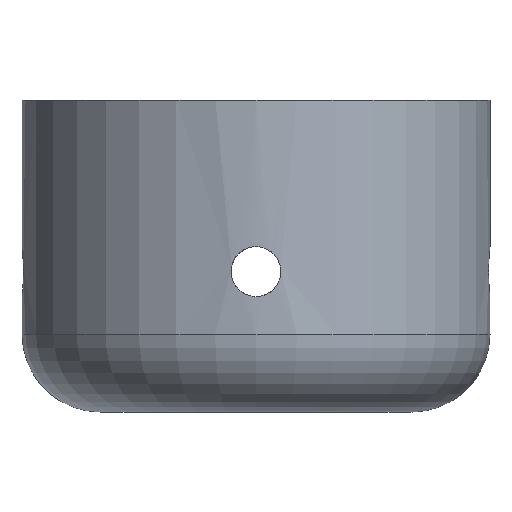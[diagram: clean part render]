
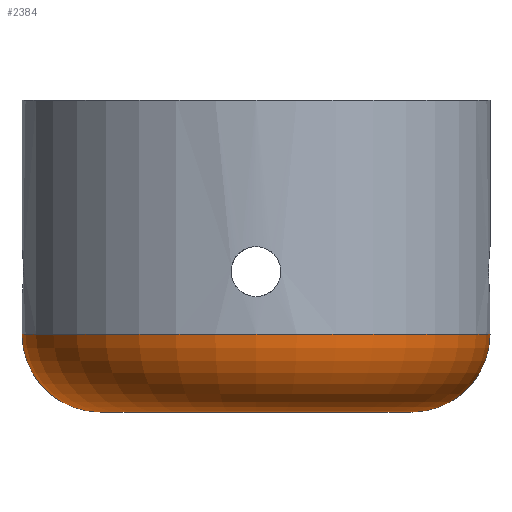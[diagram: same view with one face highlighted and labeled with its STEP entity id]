
A CAD part, front view. The second image highlights one B-rep face of the part: STEP entity #2384.
In plain terms, the highlighted toroidal (fillet/blend) face has major radius 10 mm and minor radius 5 mm.
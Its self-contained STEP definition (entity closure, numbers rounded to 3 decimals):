
#526=CARTESIAN_POINT('',(-15.,0.,5.));
#527=VERTEX_POINT('',#526);
#742=CARTESIAN_POINT('',(15.,-0.,5.));
#743=VERTEX_POINT('',#742);
#744=CARTESIAN_POINT('',(0.,0.,5.));
#745=DIRECTION('',(0.,0.,1.));
#746=DIRECTION('',(1.,0.,-0.));
#747=AXIS2_PLACEMENT_3D('',#744,#745,#746);
#748=CIRCLE('',#747,15.);
#749=EDGE_CURVE('',#527,#743,#748,.T.);
#751=CARTESIAN_POINT('',(0.,0.,5.));
#752=DIRECTION('',(0.,0.,1.));
#753=DIRECTION('',(1.,0.,-0.));
#754=AXIS2_PLACEMENT_3D('',#751,#752,#753);
#755=CIRCLE('',#754,15.);
#756=EDGE_CURVE('',#743,#527,#755,.T.);
#1069=CARTESIAN_POINT('',(10.,-0.,0.));
#1070=VERTEX_POINT('',#1069);
#1071=CARTESIAN_POINT('',(0.,0.,0.));
#1072=DIRECTION('',(-0.,-0.,-1.));
#1073=DIRECTION('',(1.,0.,-0.));
#1074=AXIS2_PLACEMENT_3D('',#1071,#1072,#1073);
#1075=CIRCLE('',#1074,10.);
#1076=EDGE_CURVE('',#1070,#1070,#1075,.T.);
#2366=CARTESIAN_POINT('',(0.,0.,5.));
#2367=DIRECTION('',(0.,0.,1.));
#2368=DIRECTION('',(1.,0.,-0.));
#2369=AXIS2_PLACEMENT_3D('',#2366,#2367,#2368);
#2370=TOROIDAL_SURFACE('',#2369,10.,5.);
#2371=CARTESIAN_POINT('',(10.,0.,5.));
#2372=DIRECTION('',(-0.,1.,-0.));
#2373=DIRECTION('',(1.,0.,0.));
#2374=AXIS2_PLACEMENT_3D('',#2371,#2372,#2373);
#2375=CIRCLE('',#2374,5.);
#2376=EDGE_CURVE('',#743,#1070,#2375,.T.);
#2377=ORIENTED_EDGE('',*,*,#2376,.T.);
#2378=ORIENTED_EDGE('',*,*,#1076,.F.);
#2379=ORIENTED_EDGE('',*,*,#2376,.F.);
#2380=ORIENTED_EDGE('',*,*,#749,.F.);
#2381=ORIENTED_EDGE('',*,*,#756,.F.);
#2382=EDGE_LOOP('',(#2377,#2378,#2379,#2380,#2381));
#2383=FACE_BOUND('',#2382,.T.);
#2384=ADVANCED_FACE('',(#2383),#2370,.T.);
